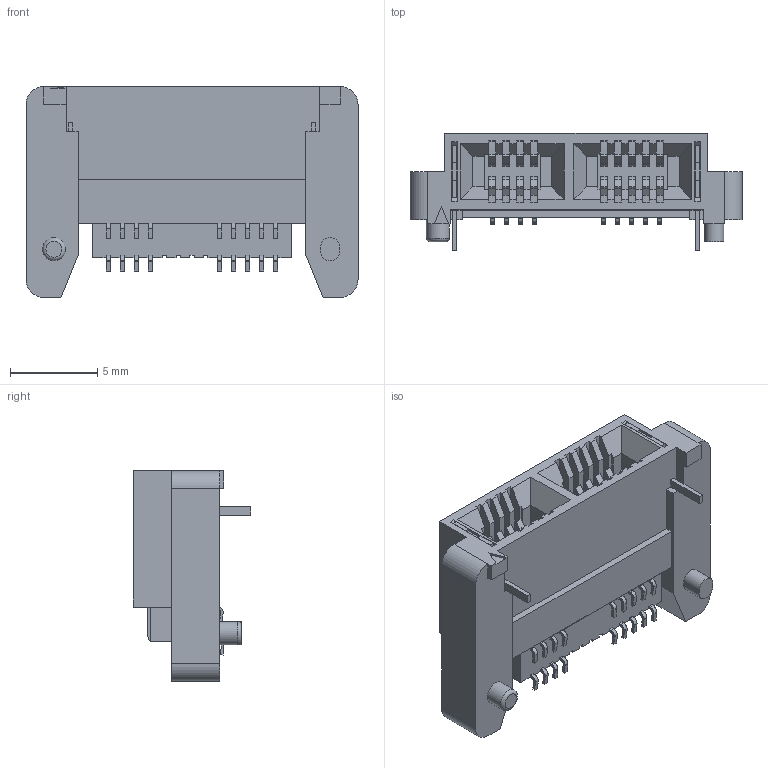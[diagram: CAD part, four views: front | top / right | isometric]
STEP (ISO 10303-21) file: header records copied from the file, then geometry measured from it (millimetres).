
FILE_DESCRIPTION(/* description */ ('STEP AP214'),/* implementation_level */ '2;1');
FILE_NAME(/* name */ 'HSEC8-109-01-L-RA-TR',/* time_stamp */ '2024-07-04T04:23:01+02:00',/* author */ ('License CC BY-ND 4.0'),/* organization */ ('CADENAS'),/* preprocessor_version */ 'ST-DEVELOPER v19.3',/* originating_system */ 'PARTsolutions',/* authorisation */ ' ');
FILE_SCHEMA (('AUTOMOTIVE_DESIGN {1 0 10303 214 3 1 1}'));
Length unit declared in the file: millimetre
Products named in the file (3): HSEC8-109-01-L-RA-TR; HSEC8-09-01-D-RA-_socket; C-272-09
Assembly tree (2 placements, depth 2):
  HSEC8-109-01-L-RA-TR
    HSEC8-09-01-D-RA-_socket
    C-272-09
Bounding box: 19 x 6.74 x 12.05 mm (x, y, z)
Volume: 621.5 mm3; surface area: 1351.4 mm2
Topology: 2 solids, 2 shells, 704 faces, 2064 edges, 1371 vertices
Faces by surface type: plane 602, cylinder 101, torus 1
Full cylindrical faces by diameter (mm): 1.32 x1
Entity records: 23125 total; most frequent: CARTESIAN_POINT 4140, ORIENTED_EDGE 4124, DIRECTION 3679, EDGE_CURVE 2062, LINE 1859, VECTOR 1859, VERTEX_POINT 1371, AXIS2_PLACEMENT_3D 910
